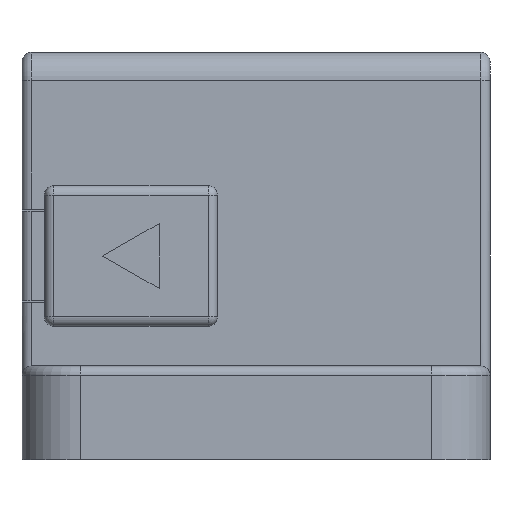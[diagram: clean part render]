
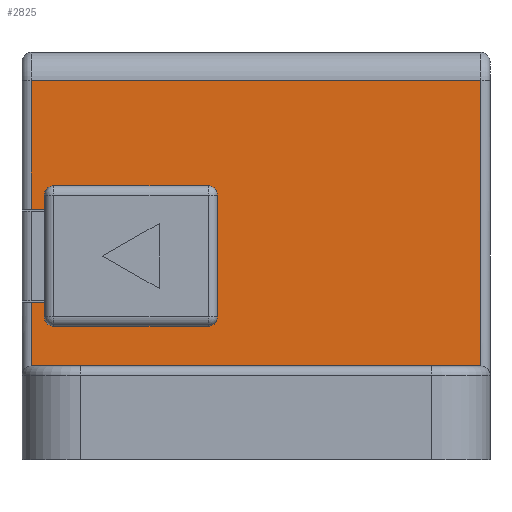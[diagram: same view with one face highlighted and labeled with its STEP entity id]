
A CAD part, front view. The second image highlights one B-rep face of the part: STEP entity #2825.
In plain terms, the highlighted planar face has unit normal (0, -1, 0).
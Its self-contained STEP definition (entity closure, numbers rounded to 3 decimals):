
#32 = VERTEX_POINT ( 'NONE', #2401 ) ;
#53 = EDGE_CURVE ( 'NONE', #1093, #3712, #872, .T. ) ;
#56 = ORIENTED_EDGE ( 'NONE', *, *, #4681, .T. ) ;
#90 = ORIENTED_EDGE ( 'NONE', *, *, #4156, .T. ) ;
#178 = CARTESIAN_POINT ( 'NONE',  ( 19.89, -21.75, 7.5 ) ) ;
#206 = DIRECTION ( 'NONE',  ( 0., 1., 0. ) ) ;
#219 = DIRECTION ( 'NONE',  ( 0., 0., -1. ) ) ;
#236 = DIRECTION ( 'NONE',  ( 0., 0., 1. ) ) ;
#239 = ORIENTED_EDGE ( 'NONE', *, *, #3489, .T. ) ;
#409 = DIRECTION ( 'NONE',  ( 0., 1., 0. ) ) ;
#441 = VERTEX_POINT ( 'NONE', #2864 ) ;
#477 = VERTEX_POINT ( 'NONE', #2032 ) ;
#489 = ORIENTED_EDGE ( 'NONE', *, *, #2490, .T. ) ;
#610 = AXIS2_PLACEMENT_3D ( 'NONE', #2570, #409, #2949 ) ;
#618 = ORIENTED_EDGE ( 'NONE', *, *, #2140, .T. ) ;
#648 = VECTOR ( 'NONE', #4218, 1000. ) ;
#669 = VERTEX_POINT ( 'NONE', #2647 ) ;
#674 = CARTESIAN_POINT ( 'NONE',  ( 20.89, -21.75, 0. ) ) ;
#712 = LINE ( 'NONE', #2022, #930 ) ;
#732 = ORIENTED_EDGE ( 'NONE', *, *, #2052, .T. ) ;
#739 = ORIENTED_EDGE ( 'NONE', *, *, #2551, .T. ) ;
#797 = DIRECTION ( 'NONE',  ( 1., 0., 0. ) ) ;
#816 = CIRCLE ( 'NONE', #1656, 1. ) ;
#829 = ORIENTED_EDGE ( 'NONE', *, *, #3029, .T. ) ;
#841 = ORIENTED_EDGE ( 'NONE', *, *, #2232, .F. ) ;
#872 = LINE ( 'NONE', #1110, #2476 ) ;
#929 = VERTEX_POINT ( 'NONE', #2095 ) ;
#930 = VECTOR ( 'NONE', #219, 1000. ) ;
#973 = FACE_OUTER_BOUND ( 'NONE', #3439, .T. ) ;
#1017 = DIRECTION ( 'NONE',  ( 0., 0., -1. ) ) ;
#1071 = AXIS2_PLACEMENT_3D ( 'NONE', #4611, #2390, #236 ) ;
#1093 = VERTEX_POINT ( 'NONE', #2663 ) ;
#1110 = CARTESIAN_POINT ( 'NONE',  ( 2.39, -21.75, 0. ) ) ;
#1121 = CARTESIAN_POINT ( 'NONE',  ( 2.39, -21.75, 6.5 ) ) ;
#1183 = DIRECTION ( 'NONE',  ( 1., 0., 0. ) ) ;
#1240 = PLANE ( 'NONE',  #1303 ) ;
#1241 = DIRECTION ( 'NONE',  ( 0., 0., 1. ) ) ;
#1288 = CARTESIAN_POINT ( 'NONE',  ( 3.39, -21.75, -7.5 ) ) ;
#1291 = VERTEX_POINT ( 'NONE', #1288 ) ;
#1303 = AXIS2_PLACEMENT_3D ( 'NONE', #1993, #206, #2729 ) ;
#1376 = VECTOR ( 'NONE', #3817, 1000. ) ;
#1612 = VECTOR ( 'NONE', #2177, 1000. ) ;
#1638 = ORIENTED_EDGE ( 'NONE', *, *, #2862, .T. ) ;
#1656 = AXIS2_PLACEMENT_3D ( 'NONE', #1946, #4549, #2319 ) ;
#1665 = CIRCLE ( 'NONE', #1965, 1. ) ;
#1684 = VERTEX_POINT ( 'NONE', #1906 ) ;
#1723 = CIRCLE ( 'NONE', #1071, 1. ) ;
#1774 = VECTOR ( 'NONE', #2395, 1000. ) ;
#1799 = CARTESIAN_POINT ( 'NONE',  ( 19.89, -21.75, -6.5 ) ) ;
#1873 = ORIENTED_EDGE ( 'NONE', *, *, #2684, .T. ) ;
#1906 = CARTESIAN_POINT ( 'NONE',  ( 20.89, -21.75, 6.5 ) ) ;
#1946 = CARTESIAN_POINT ( 'NONE',  ( 3.39, -21.75, 6.5 ) ) ;
#1965 = AXIS2_PLACEMENT_3D ( 'NONE', #1799, #4395, #2166 ) ;
#1993 = CARTESIAN_POINT ( 'NONE',  ( 0., -21.75, 978.25 ) ) ;
#2022 = CARTESIAN_POINT ( 'NONE',  ( 1., -21.75, -11.75 ) ) ;
#2031 = VERTEX_POINT ( 'NONE', #178 ) ;
#2032 = CARTESIAN_POINT ( 'NONE',  ( 1., -21.75, 18.75 ) ) ;
#2035 = CARTESIAN_POINT ( 'NONE',  ( 0., -21.75, -7.5 ) ) ;
#2052 = EDGE_CURVE ( 'NONE', #2223, #929, #4241, .T. ) ;
#2095 = CARTESIAN_POINT ( 'NONE',  ( 49., -21.75, -11.75 ) ) ;
#2140 = EDGE_CURVE ( 'NONE', #3575, #2223, #712, .T. ) ;
#2146 = DIRECTION ( 'NONE',  ( 0., 0., -1. ) ) ;
#2147 = ORIENTED_EDGE ( 'NONE', *, *, #2393, .T. ) ;
#2166 = DIRECTION ( 'NONE',  ( 0., 0., 1. ) ) ;
#2177 = DIRECTION ( 'NONE',  ( 0., 0., 1. ) ) ;
#2186 = VECTOR ( 'NONE', #3035, 1000. ) ;
#2193 = LINE ( 'NONE', #2843, #3306 ) ;
#2223 = VERTEX_POINT ( 'NONE', #2466 ) ;
#2232 = EDGE_CURVE ( 'NONE', #3575, #3712, #2193, .T. ) ;
#2281 = CARTESIAN_POINT ( 'NONE',  ( 49., -21.75, 18.75 ) ) ;
#2319 = DIRECTION ( 'NONE',  ( 0., 0., 1. ) ) ;
#2390 = DIRECTION ( 'NONE',  ( 0., 1., 0. ) ) ;
#2393 = EDGE_CURVE ( 'NONE', #441, #4244, #2701, .T. ) ;
#2395 = DIRECTION ( 'NONE',  ( -1., 0., 0. ) ) ;
#2401 = CARTESIAN_POINT ( 'NONE',  ( 1., -21.75, 5. ) ) ;
#2426 = ORIENTED_EDGE ( 'NONE', *, *, #53, .T. ) ;
#2466 = CARTESIAN_POINT ( 'NONE',  ( 1., -21.75, -11.75 ) ) ;
#2476 = VECTOR ( 'NONE', #1241, 1000. ) ;
#2490 = EDGE_CURVE ( 'NONE', #32, #441, #3121, .T. ) ;
#2551 = EDGE_CURVE ( 'NONE', #4244, #2993, #816, .T. ) ;
#2570 = CARTESIAN_POINT ( 'NONE',  ( 3.39, -21.75, -6.5 ) ) ;
#2643 = CARTESIAN_POINT ( 'NONE',  ( 0., -21.75, 7.5 ) ) ;
#2647 = CARTESIAN_POINT ( 'NONE',  ( 19.89, -21.75, -7.5 ) ) ;
#2663 = CARTESIAN_POINT ( 'NONE',  ( 2.39, -21.75, -6.5 ) ) ;
#2680 = VERTEX_POINT ( 'NONE', #4504 ) ;
#2684 = EDGE_CURVE ( 'NONE', #929, #2680, #4169, .T. ) ;
#2696 = EDGE_CURVE ( 'NONE', #2993, #2031, #3180, .T. ) ;
#2701 = LINE ( 'NONE', #4029, #1612 ) ;
#2729 = DIRECTION ( 'NONE',  ( 0., 0., 1. ) ) ;
#2756 = VECTOR ( 'NONE', #1017, 1000. ) ;
#2825 = ADVANCED_FACE ( 'NONE', ( #973 ), #1240, .F. ) ;
#2843 = CARTESIAN_POINT ( 'NONE',  ( 0., -21.75, -5. ) ) ;
#2850 = EDGE_CURVE ( 'NONE', #2680, #477, #3577, .T. ) ;
#2862 = EDGE_CURVE ( 'NONE', #2031, #1684, #1723, .T. ) ;
#2864 = CARTESIAN_POINT ( 'NONE',  ( 2.39, -21.75, 5. ) ) ;
#2949 = DIRECTION ( 'NONE',  ( 0., 0., 1. ) ) ;
#2993 = VERTEX_POINT ( 'NONE', #3964 ) ;
#3029 = EDGE_CURVE ( 'NONE', #1684, #4150, #3640, .T. ) ;
#3035 = DIRECTION ( 'NONE',  ( 0., 0., 1. ) ) ;
#3088 = EDGE_CURVE ( 'NONE', #4150, #669, #1665, .T. ) ;
#3121 = LINE ( 'NONE', #3368, #4233 ) ;
#3180 = LINE ( 'NONE', #2643, #3298 ) ;
#3182 = VECTOR ( 'NONE', #2146, 1000. ) ;
#3298 = VECTOR ( 'NONE', #1183, 1000. ) ;
#3306 = VECTOR ( 'NONE', #3965, 1000. ) ;
#3368 = CARTESIAN_POINT ( 'NONE',  ( 0., -21.75, 5. ) ) ;
#3439 = EDGE_LOOP ( 'NONE', ( #489, #2147, #739, #4378, #1638, #829, #3523, #239, #90, #2426, #841, #618, #732, #1873, #4368, #56 ) ) ;
#3489 = EDGE_CURVE ( 'NONE', #669, #1291, #4733, .T. ) ;
#3523 = ORIENTED_EDGE ( 'NONE', *, *, #3088, .T. ) ;
#3575 = VERTEX_POINT ( 'NONE', #3959 ) ;
#3577 = LINE ( 'NONE', #4238, #648 ) ;
#3640 = LINE ( 'NONE', #674, #2756 ) ;
#3687 = CARTESIAN_POINT ( 'NONE',  ( 20.89, -21.75, -6.5 ) ) ;
#3712 = VERTEX_POINT ( 'NONE', #4443 ) ;
#3817 = DIRECTION ( 'NONE',  ( 1., 0., 0. ) ) ;
#3959 = CARTESIAN_POINT ( 'NONE',  ( 1., -21.75, -5. ) ) ;
#3964 = CARTESIAN_POINT ( 'NONE',  ( 3.39, -21.75, 7.5 ) ) ;
#3965 = DIRECTION ( 'NONE',  ( 1., 0., 0. ) ) ;
#4029 = CARTESIAN_POINT ( 'NONE',  ( 2.39, -21.75, 0. ) ) ;
#4150 = VERTEX_POINT ( 'NONE', #3687 ) ;
#4156 = EDGE_CURVE ( 'NONE', #1291, #1093, #4448, .T. ) ;
#4169 = LINE ( 'NONE', #2281, #2186 ) ;
#4172 = LINE ( 'NONE', #4379, #3182 ) ;
#4218 = DIRECTION ( 'NONE',  ( -1., 0., 0. ) ) ;
#4233 = VECTOR ( 'NONE', #797, 1000. ) ;
#4238 = CARTESIAN_POINT ( 'NONE',  ( 0., -21.75, 18.75 ) ) ;
#4241 = LINE ( 'NONE', #4553, #1376 ) ;
#4244 = VERTEX_POINT ( 'NONE', #1121 ) ;
#4368 = ORIENTED_EDGE ( 'NONE', *, *, #2850, .T. ) ;
#4378 = ORIENTED_EDGE ( 'NONE', *, *, #2696, .T. ) ;
#4379 = CARTESIAN_POINT ( 'NONE',  ( 1., -21.75, -11.75 ) ) ;
#4395 = DIRECTION ( 'NONE',  ( 0., 1., 0. ) ) ;
#4443 = CARTESIAN_POINT ( 'NONE',  ( 2.39, -21.75, -5. ) ) ;
#4448 = CIRCLE ( 'NONE', #610, 1. ) ;
#4504 = CARTESIAN_POINT ( 'NONE',  ( 49., -21.75, 18.75 ) ) ;
#4549 = DIRECTION ( 'NONE',  ( 0., 1., 0. ) ) ;
#4553 = CARTESIAN_POINT ( 'NONE',  ( 0., -21.75, -11.75 ) ) ;
#4611 = CARTESIAN_POINT ( 'NONE',  ( 19.89, -21.75, 6.5 ) ) ;
#4681 = EDGE_CURVE ( 'NONE', #477, #32, #4172, .T. ) ;
#4733 = LINE ( 'NONE', #2035, #1774 ) ;
